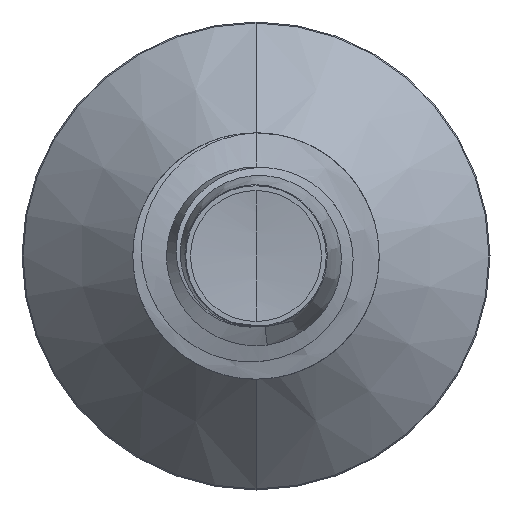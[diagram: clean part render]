
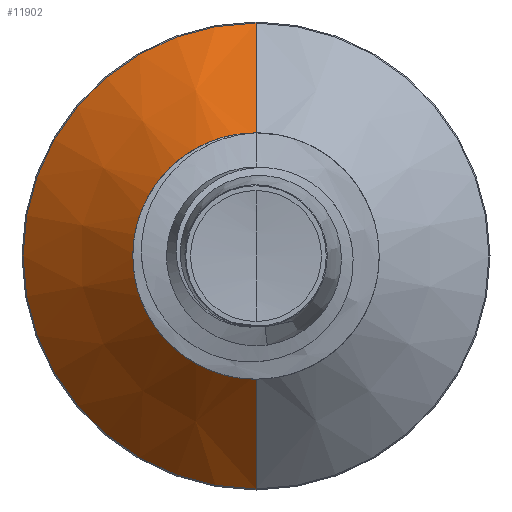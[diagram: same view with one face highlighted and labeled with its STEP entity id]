
A CAD part, front view. The second image highlights one B-rep face of the part: STEP entity #11902.
In plain terms, the highlighted conical face has half-angle 45 degrees and reference radius 0.97 mm.
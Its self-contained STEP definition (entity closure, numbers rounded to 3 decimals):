
#1065 = ORIENTED_EDGE ( 'NONE', *, *, #4930, .T. ) ;
#1100 = ORIENTED_EDGE ( 'NONE', *, *, #14801, .F. ) ;
#1141 = DIRECTION ( 'NONE',  ( 0., 0., 1. ) ) ;
#1159 = DIRECTION ( 'NONE',  ( 0., 1., 0. ) ) ;
#1178 = CARTESIAN_POINT ( 'NONE',  ( 0., 6.72, 0. ) ) ;
#2247 = EDGE_LOOP ( 'NONE', ( #11489, #1065, #4612, #1100 ) ) ;
#2364 = LINE ( 'NONE', #11409, #10304 ) ;
#2863 = AXIS2_PLACEMENT_3D ( 'NONE', #15224, #15205, #14445 ) ;
#3234 = LINE ( 'NONE', #13667, #13826 ) ;
#3651 = CARTESIAN_POINT ( 'NONE',  ( 0., 7.641, 1.891 ) ) ;
#4160 = DIRECTION ( 'NONE',  ( 0., 0.707, 0.707 ) ) ;
#4612 = ORIENTED_EDGE ( 'NONE', *, *, #12216, .T. ) ;
#4930 = EDGE_CURVE ( 'NONE', #11982, #13032, #13541, .T. ) ;
#5568 = CARTESIAN_POINT ( 'NONE',  ( 0., 6.72, 0.97 ) ) ;
#5601 = CONICAL_SURFACE ( 'NONE', #7061, 0.97, 0.785 ) ;
#6200 = VERTEX_POINT ( 'NONE', #10064 ) ;
#7061 = AXIS2_PLACEMENT_3D ( 'NONE', #12596, #12567, #12626 ) ;
#10064 = CARTESIAN_POINT ( 'NONE',  ( 0., 7.641, -1.891 ) ) ;
#10304 = VECTOR ( 'NONE', #4160, 1000. ) ;
#11409 = CARTESIAN_POINT ( 'NONE',  ( 0., 6.72, 0.97 ) ) ;
#11489 = ORIENTED_EDGE ( 'NONE', *, *, #11583, .F. ) ;
#11583 = EDGE_CURVE ( 'NONE', #11982, #6200, #3234, .T. ) ;
#11902 = ADVANCED_FACE ( 'NONE', ( #13405 ), #5601, .T. ) ;
#11982 = VERTEX_POINT ( 'NONE', #12330 ) ;
#12014 = CIRCLE ( 'NONE', #2863, 1.891 ) ;
#12216 = EDGE_CURVE ( 'NONE', #13032, #13175, #2364, .T. ) ;
#12330 = CARTESIAN_POINT ( 'NONE',  ( 0., 6.72, -0.97 ) ) ;
#12567 = DIRECTION ( 'NONE',  ( 0., 1., 0. ) ) ;
#12596 = CARTESIAN_POINT ( 'NONE',  ( 0., 6.72, 0. ) ) ;
#12626 = DIRECTION ( 'NONE',  ( 0., 0., 1. ) ) ;
#13032 = VERTEX_POINT ( 'NONE', #5568 ) ;
#13175 = VERTEX_POINT ( 'NONE', #3651 ) ;
#13310 = AXIS2_PLACEMENT_3D ( 'NONE', #1178, #1159, #1141 ) ;
#13405 = FACE_OUTER_BOUND ( 'NONE', #2247, .T. ) ;
#13541 = CIRCLE ( 'NONE', #13310, 0.97 ) ;
#13667 = CARTESIAN_POINT ( 'NONE',  ( 0., 6.72, -0.97 ) ) ;
#13826 = VECTOR ( 'NONE', #13851, 1000. ) ;
#13851 = DIRECTION ( 'NONE',  ( 0., 0.707, -0.707 ) ) ;
#14445 = DIRECTION ( 'NONE',  ( 0., 0., 1. ) ) ;
#14801 = EDGE_CURVE ( 'NONE', #6200, #13175, #12014, .T. ) ;
#15205 = DIRECTION ( 'NONE',  ( 0., 1., 0. ) ) ;
#15224 = CARTESIAN_POINT ( 'NONE',  ( 0., 7.641, 0. ) ) ;
